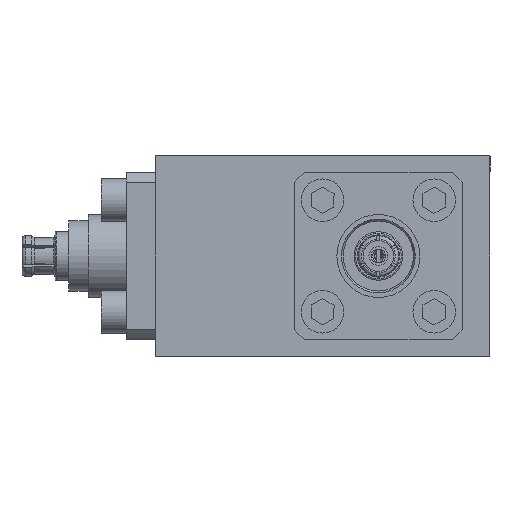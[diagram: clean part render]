
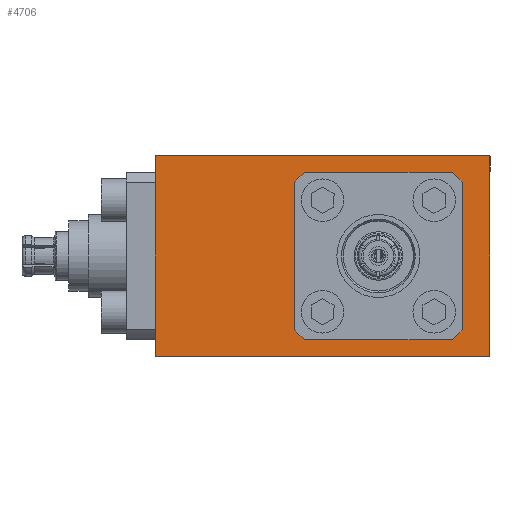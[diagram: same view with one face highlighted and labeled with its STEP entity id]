
A CAD part, left-side view. The second image highlights one B-rep face of the part: STEP entity #4706.
In plain terms, the highlighted planar face has unit normal (-1, 0, 0).
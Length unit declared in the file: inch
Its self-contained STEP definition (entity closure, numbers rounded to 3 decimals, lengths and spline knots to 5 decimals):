
#239=FACE_BOUND('',#898,.T.);
#240=FACE_BOUND('',#899,.T.);
#241=FACE_BOUND('',#900,.T.);
#242=FACE_BOUND('',#901,.T.);
#243=FACE_BOUND('',#902,.T.);
#330=PLANE('',#5133);
#592=FACE_OUTER_BOUND('',#897,.T.);
#897=EDGE_LOOP('',(#3591,#3592,#3593,#3594));
#898=EDGE_LOOP('',(#3595));
#899=EDGE_LOOP('',(#3596));
#900=EDGE_LOOP('',(#3597));
#901=EDGE_LOOP('',(#3598));
#902=EDGE_LOOP('',(#3599));
#1277=LINE('',#7451,#1607);
#1283=LINE('',#7466,#1613);
#1290=LINE('',#7483,#1620);
#1293=LINE('',#7488,#1623);
#1607=VECTOR('',#5975,0.3937);
#1613=VECTOR('',#5989,0.3937);
#1620=VECTOR('',#6006,0.3937);
#1623=VECTOR('',#6013,0.3937);
#1837=CIRCLE('',#5065,0.0195);
#1853=CIRCLE('',#5095,0.0245);
#1854=CIRCLE('',#5097,0.0245);
#1856=CIRCLE('',#5101,0.0245);
#1858=CIRCLE('',#5105,0.0245);
#2157=VERTEX_POINT('',#7303);
#2181=VERTEX_POINT('',#7373);
#2182=VERTEX_POINT('',#7377);
#2185=VERTEX_POINT('',#7386);
#2188=VERTEX_POINT('',#7395);
#2207=VERTEX_POINT('',#7448);
#2208=VERTEX_POINT('',#7450);
#2213=VERTEX_POINT('',#7465);
#2218=VERTEX_POINT('',#7481);
#2652=EDGE_CURVE('',#2157,#2157,#1837,.T.);
#2684=EDGE_CURVE('',#2181,#2181,#1853,.T.);
#2686=EDGE_CURVE('',#2182,#2182,#1854,.T.);
#2690=EDGE_CURVE('',#2185,#2185,#1856,.T.);
#2694=EDGE_CURVE('',#2188,#2188,#1858,.T.);
#2719=EDGE_CURVE('',#2207,#2208,#1277,.T.);
#2727=EDGE_CURVE('',#2213,#2208,#1283,.T.);
#2736=EDGE_CURVE('',#2218,#2207,#1290,.T.);
#2739=EDGE_CURVE('',#2218,#2213,#1293,.T.);
#3591=ORIENTED_EDGE('',*,*,#2739,.T.);
#3592=ORIENTED_EDGE('',*,*,#2727,.T.);
#3593=ORIENTED_EDGE('',*,*,#2719,.F.);
#3594=ORIENTED_EDGE('',*,*,#2736,.F.);
#3595=ORIENTED_EDGE('',*,*,#2652,.T.);
#3596=ORIENTED_EDGE('',*,*,#2684,.T.);
#3597=ORIENTED_EDGE('',*,*,#2686,.T.);
#3598=ORIENTED_EDGE('',*,*,#2690,.T.);
#3599=ORIENTED_EDGE('',*,*,#2694,.T.);
#4706=ADVANCED_FACE('',(#592,#239,#240,#241,#242,#243),#330,.T.);
#5065=AXIS2_PLACEMENT_3D('',#7304,#5821,#5822);
#5095=AXIS2_PLACEMENT_3D('',#7374,#5897,#5898);
#5097=AXIS2_PLACEMENT_3D('',#7378,#5902,#5903);
#5101=AXIS2_PLACEMENT_3D('',#7387,#5912,#5913);
#5105=AXIS2_PLACEMENT_3D('',#7396,#5922,#5923);
#5133=AXIS2_PLACEMENT_3D('',#7487,#6011,#6012);
#5821=DIRECTION('center_axis',(1.,0.,0.));
#5822=DIRECTION('ref_axis',(0.,-1.,0.));
#5897=DIRECTION('center_axis',(1.,0.,0.));
#5898=DIRECTION('ref_axis',(0.,-1.,0.));
#5902=DIRECTION('center_axis',(1.,0.,0.));
#5903=DIRECTION('ref_axis',(0.,-1.,0.));
#5912=DIRECTION('center_axis',(1.,0.,0.));
#5913=DIRECTION('ref_axis',(0.,-1.,0.));
#5922=DIRECTION('center_axis',(1.,0.,0.));
#5923=DIRECTION('ref_axis',(0.,-1.,0.));
#5975=DIRECTION('',(0.,-1.,0.));
#5989=DIRECTION('',(0.,0.,1.));
#6006=DIRECTION('',(0.,0.,1.));
#6011=DIRECTION('center_axis',(-1.,0.,0.));
#6012=DIRECTION('ref_axis',(0.,-1.,0.));
#6013=DIRECTION('',(0.,-1.,0.));
#7303=CARTESIAN_POINT('',(0.,0.2695,0.225));
#7304=CARTESIAN_POINT('Origin',(0.,0.25,0.225));
#7373=CARTESIAN_POINT('',(0.,0.1495,0.1));
#7374=CARTESIAN_POINT('Origin',(0.,0.125,0.1));
#7377=CARTESIAN_POINT('',(0.,0.3995,0.35));
#7378=CARTESIAN_POINT('Origin',(0.,0.375,0.35));
#7386=CARTESIAN_POINT('',(0.,0.1495,0.35));
#7387=CARTESIAN_POINT('Origin',(0.,0.125,0.35));
#7395=CARTESIAN_POINT('',(0.,0.3995,0.1));
#7396=CARTESIAN_POINT('Origin',(0.,0.375,0.1));
#7448=CARTESIAN_POINT('',(0.,0.75,0.45));
#7450=CARTESIAN_POINT('',(0.,0.,0.45));
#7451=CARTESIAN_POINT('',(0.,0.75,0.45));
#7465=CARTESIAN_POINT('',(0.,0.,0.));
#7466=CARTESIAN_POINT('',(0.,0.,0.));
#7481=CARTESIAN_POINT('',(0.,0.75,0.));
#7483=CARTESIAN_POINT('',(0.,0.75,0.));
#7487=CARTESIAN_POINT('Origin',(0.,0.75,0.));
#7488=CARTESIAN_POINT('',(0.,0.75,0.));
